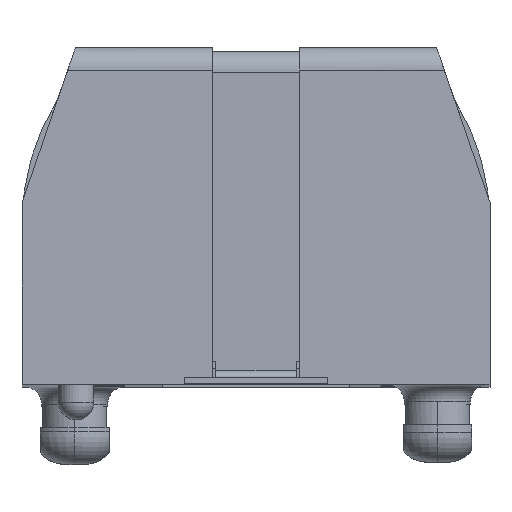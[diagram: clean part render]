
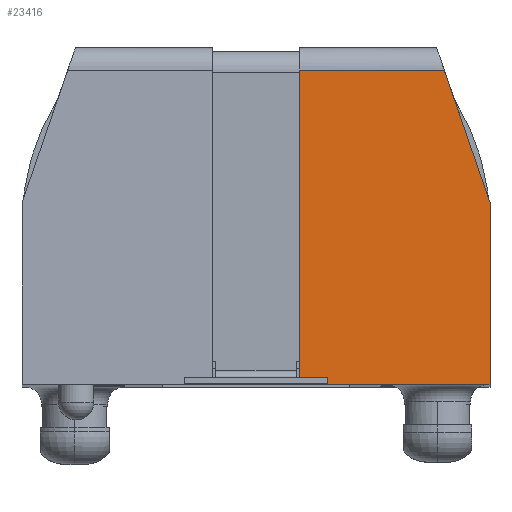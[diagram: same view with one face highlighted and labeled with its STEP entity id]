
A CAD part, top view. The second image highlights one B-rep face of the part: STEP entity #23416.
In plain terms, the highlighted planar face has unit normal (0, 0.018, 1).
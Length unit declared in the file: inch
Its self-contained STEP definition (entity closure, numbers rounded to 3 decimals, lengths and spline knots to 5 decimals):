
#816 = CARTESIAN_POINT ( 'NONE',  ( -0.4065, 0., 1.51681 ) ) ;
#2340 = DIRECTION ( 'NONE',  ( 0., 0.017, 1. ) ) ;
#3070 = EDGE_CURVE ( 'NONE', #3711, #15928, #23138, .T. ) ;
#3137 = DIRECTION ( 'NONE',  ( -1., 0., 0. ) ) ;
#3276 = CARTESIAN_POINT ( 'NONE',  ( 0.32706, 0.5457, 1.50729 ) ) ;
#3711 = VERTEX_POINT ( 'NONE', #8651 ) ;
#4077 = VERTEX_POINT ( 'NONE', #23510 ) ;
#4208 = EDGE_CURVE ( 'NONE', #15928, #20338, #22714, .T. ) ;
#4837 = VECTOR ( 'NONE', #15274, 39.37008 ) ;
#6972 = ORIENTED_EDGE ( 'NONE', *, *, #4208, .F. ) ;
#7044 = CARTESIAN_POINT ( 'NONE',  ( 0.075, 0.5457, 1.50729 ) ) ;
#7119 = DIRECTION ( 'NONE',  ( 0., -1., 0.017 ) ) ;
#8651 = CARTESIAN_POINT ( 'NONE',  ( 0.4065, 0., 1.51681 ) ) ;
#10235 = ORIENTED_EDGE ( 'NONE', *, *, #10578, .F. ) ;
#10334 = VECTOR ( 'NONE', #22690, 39.37008 ) ;
#10578 = EDGE_CURVE ( 'NONE', #4077, #3711, #25284, .T. ) ;
#11074 = CARTESIAN_POINT ( 'NONE',  ( 0.43825, 0.22278, 1.51292 ) ) ;
#11542 = CARTESIAN_POINT ( 'NONE',  ( -0.4065, -0.068, 1.518 ) ) ;
#12184 = AXIS2_PLACEMENT_3D ( 'NONE', #11542, #2340, #18567 ) ;
#12921 = VECTOR ( 'NONE', #7119, 39.37008 ) ;
#14070 = DIRECTION ( 'NONE',  ( -1., 0., 0. ) ) ;
#14370 = LINE ( 'NONE', #7044, #19845 ) ;
#15274 = DIRECTION ( 'NONE',  ( 0., 1., -0.017 ) ) ;
#15928 = VERTEX_POINT ( 'NONE', #23314 ) ;
#16933 = VECTOR ( 'NONE', #3137, 39.37008 ) ;
#17538 = CARTESIAN_POINT ( 'NONE',  ( 0.075, 0.5457, 1.50729 ) ) ;
#18567 = DIRECTION ( 'NONE',  ( 0., -1., 0.017 ) ) ;
#19136 = ORIENTED_EDGE ( 'NONE', *, *, #27324, .F. ) ;
#19845 = VECTOR ( 'NONE', #14070, 39.37008 ) ;
#19884 = EDGE_LOOP ( 'NONE', ( #19136, #27847, #6972, #30170, #10235 ) ) ;
#20338 = VERTEX_POINT ( 'NONE', #17538 ) ;
#22437 = PLANE ( 'NONE',  #12184 ) ;
#22690 = DIRECTION ( 'NONE',  ( 0.326, -0.945, 0.017 ) ) ;
#22714 = LINE ( 'NONE', #24199, #4837 ) ;
#22743 = LINE ( 'NONE', #11074, #10334 ) ;
#22758 = VERTEX_POINT ( 'NONE', #3276 ) ;
#23119 = CARTESIAN_POINT ( 'NONE',  ( 0.4065, -0.068, 1.518 ) ) ;
#23138 = LINE ( 'NONE', #816, #16933 ) ;
#23314 = CARTESIAN_POINT ( 'NONE',  ( 0.075, 0., 1.51681 ) ) ;
#23416 = ADVANCED_FACE ( 'NONE', ( #27689 ), #22437, .T. ) ;
#23510 = CARTESIAN_POINT ( 'NONE',  ( 0.4065, 0.315, 1.51131 ) ) ;
#24199 = CARTESIAN_POINT ( 'NONE',  ( 0.075, -0.068, 1.518 ) ) ;
#25284 = LINE ( 'NONE', #23119, #12921 ) ;
#26840 = EDGE_CURVE ( 'NONE', #22758, #20338, #14370, .T. ) ;
#27324 = EDGE_CURVE ( 'NONE', #22758, #4077, #22743, .T. ) ;
#27689 = FACE_OUTER_BOUND ( 'NONE', #19884, .T. ) ;
#27847 = ORIENTED_EDGE ( 'NONE', *, *, #26840, .T. ) ;
#30170 = ORIENTED_EDGE ( 'NONE', *, *, #3070, .F. ) ;
